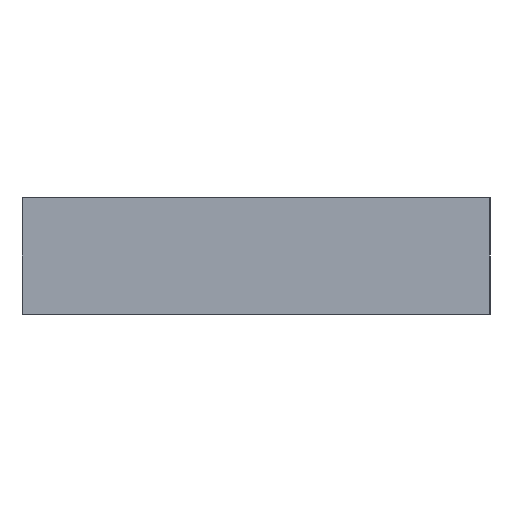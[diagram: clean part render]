
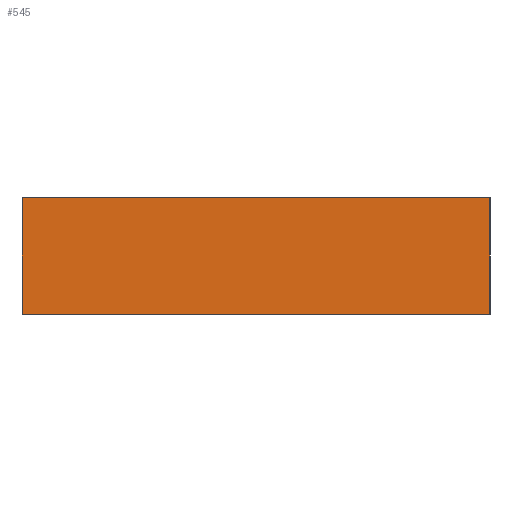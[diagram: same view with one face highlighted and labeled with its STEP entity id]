
A CAD part, left-side view. The second image highlights one B-rep face of the part: STEP entity #545.
In plain terms, the highlighted planar face has unit normal (-1, 0, 0).
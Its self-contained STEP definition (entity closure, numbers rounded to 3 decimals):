
#132 = VERTEX_POINT('',#133);
#133 = CARTESIAN_POINT('',(0.,60.,0.));
#141 = EDGE_CURVE('',#142,#132,#144,.T.);
#142 = VERTEX_POINT('',#143);
#143 = CARTESIAN_POINT('',(0.,0.,0.));
#144 = LINE('',#145,#146);
#145 = CARTESIAN_POINT('',(0.,0.,0.));
#146 = VECTOR('',#147,1.);
#147 = DIRECTION('',(0.,1.,0.));
#518 = EDGE_CURVE('',#132,#519,#521,.T.);
#519 = VERTEX_POINT('',#520);
#520 = CARTESIAN_POINT('',(0.,60.,-15.));
#521 = LINE('',#522,#523);
#522 = CARTESIAN_POINT('',(0.,60.,0.));
#523 = VECTOR('',#524,1.);
#524 = DIRECTION('',(-0.,-0.,-1.));
#545 = ADVANCED_FACE('',(#546),#564,.F.);
#546 = FACE_BOUND('',#547,.F.);
#547 = EDGE_LOOP('',(#548,#556,#562,#563));
#548 = ORIENTED_EDGE('',*,*,#549,.T.);
#549 = EDGE_CURVE('',#142,#550,#552,.T.);
#550 = VERTEX_POINT('',#551);
#551 = CARTESIAN_POINT('',(0.,0.,-15.));
#552 = LINE('',#553,#554);
#553 = CARTESIAN_POINT('',(0.,0.,0.));
#554 = VECTOR('',#555,1.);
#555 = DIRECTION('',(-0.,-0.,-1.));
#556 = ORIENTED_EDGE('',*,*,#557,.T.);
#557 = EDGE_CURVE('',#550,#519,#558,.T.);
#558 = LINE('',#559,#560);
#559 = CARTESIAN_POINT('',(0.,0.,-15.));
#560 = VECTOR('',#561,1.);
#561 = DIRECTION('',(0.,1.,0.));
#562 = ORIENTED_EDGE('',*,*,#518,.F.);
#563 = ORIENTED_EDGE('',*,*,#141,.F.);
#564 = PLANE('',#565);
#565 = AXIS2_PLACEMENT_3D('',#566,#567,#568);
#566 = CARTESIAN_POINT('',(0.,0.,0.));
#567 = DIRECTION('',(1.,0.,0.));
#568 = DIRECTION('',(0.,1.,0.));
